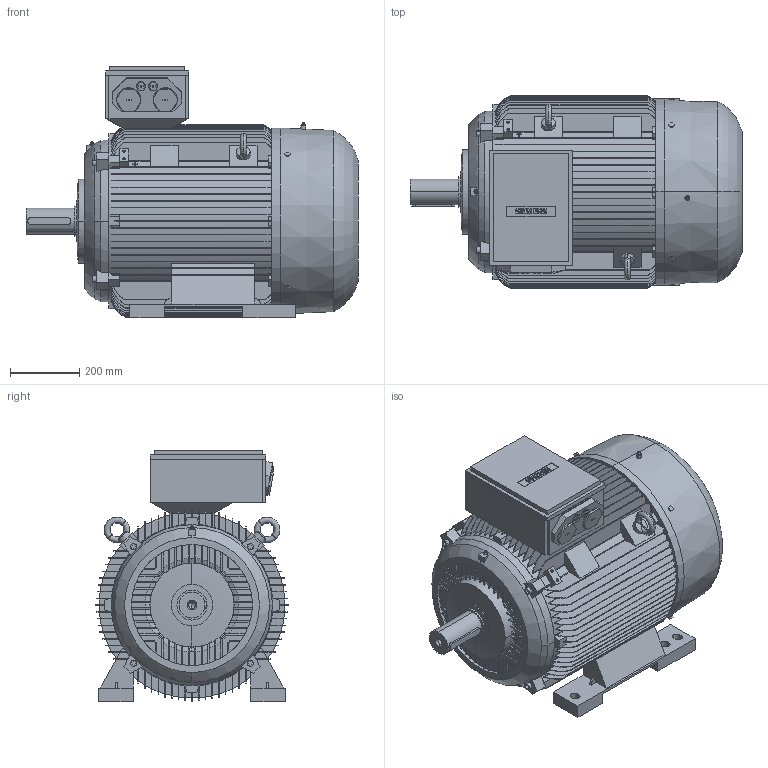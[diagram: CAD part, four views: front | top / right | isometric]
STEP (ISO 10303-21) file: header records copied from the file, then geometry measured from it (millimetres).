
FILE_DESCRIPTION(('STEP AP214'),'1');
FILE_NAME('cctmp_67DEDD8B-1CFC-4682-B4FB-8CA261D4CC02_2023_06_27_09_16_30_0956..stp','2023-06-27T07:16:32',('SIEMENS A&D'),('CADClick - www.CADClick.com'),'Spatial InterOp 3D',' ','unknown authorization');
FILE_SCHEMA(('AUTOMOTIVE_DESIGN'));
Length unit declared in the file: millimetre
Products named in the file (1): 1
Bounding box: 960 x 556 x 728 mm (x, y, z)
Volume: 167006114.3 mm3; surface area: 5099536.3 mm2
Topology: 4 solids, 4 shells, 1507 faces, 4247 edges, 2806 vertices
Faces by surface type: plane 937, cylinder 328, torus 208, cone 34
Entity records: 75977 total; most frequent: CARTESIAN_POINT 25730, ORIENTED_EDGE 8490, DIRECTION 7261, EDGE_CURVE 4245, VERTEX_POINT 2806, LINE 2595, VECTOR 2595, AXIS2_PLACEMENT_3D 2333
